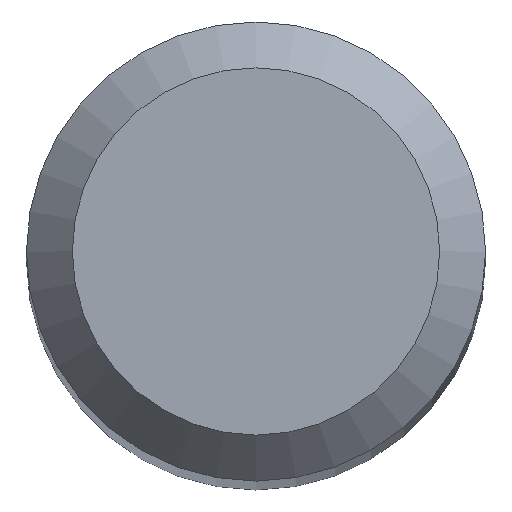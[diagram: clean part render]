
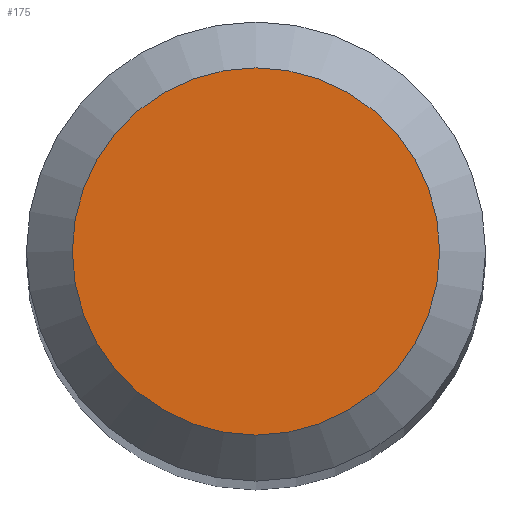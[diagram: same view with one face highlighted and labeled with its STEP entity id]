
A CAD part, top view. The second image highlights one B-rep face of the part: STEP entity #175.
In plain terms, the highlighted planar face has unit normal (0, 0, 1).
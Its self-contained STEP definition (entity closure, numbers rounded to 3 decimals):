
#21 = DIRECTION ( 'NONE',  ( 0., 1., 0. ) ) ;
#37 = AXIS2_PLACEMENT_3D ( 'NONE', #256, #65, #21 ) ;
#39 = EDGE_CURVE ( 'NONE', #265, #265, #179, .T. ) ;
#43 = ORIENTED_EDGE ( 'NONE', *, *, #39, .F. ) ;
#65 = DIRECTION ( 'NONE',  ( 0., 0., -1. ) ) ;
#69 = CARTESIAN_POINT ( 'NONE',  ( 0., 0., 61. ) ) ;
#76 = CARTESIAN_POINT ( 'NONE',  ( 0., 1.2, 61. ) ) ;
#121 = DIRECTION ( 'NONE',  ( 0., 0., -1. ) ) ;
#122 = AXIS2_PLACEMENT_3D ( 'NONE', #69, #121, #147 ) ;
#132 = EDGE_LOOP ( 'NONE', ( #43 ) ) ;
#147 = DIRECTION ( 'NONE',  ( 0., 1., 0. ) ) ;
#175 = ADVANCED_FACE ( 'NONE', ( #242 ), #260, .F. ) ;
#179 = CIRCLE ( 'NONE', #37, 1.2 ) ;
#242 = FACE_OUTER_BOUND ( 'NONE', #132, .T. ) ;
#256 = CARTESIAN_POINT ( 'NONE',  ( 0., 0., 61. ) ) ;
#260 = PLANE ( 'NONE',  #122 ) ;
#265 = VERTEX_POINT ( 'NONE', #76 ) ;
